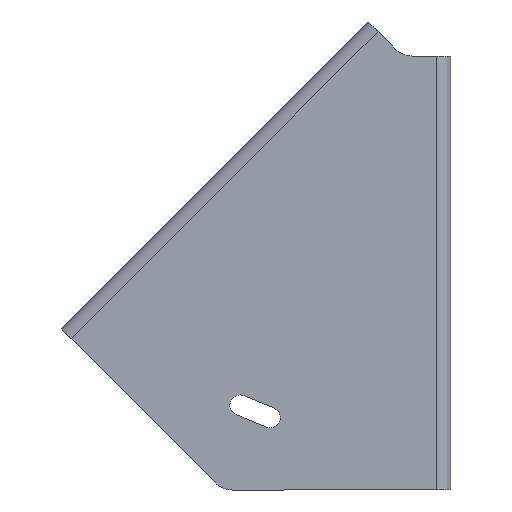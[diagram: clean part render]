
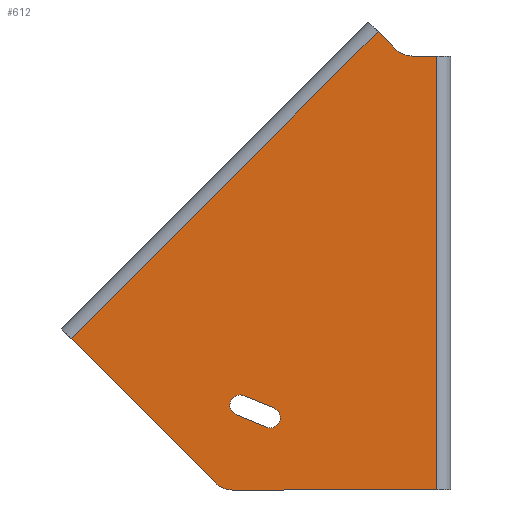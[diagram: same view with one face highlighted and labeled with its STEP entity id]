
A CAD part, left-side view. The second image highlights one B-rep face of the part: STEP entity #612.
In plain terms, the highlighted planar face has unit normal (-1, 0, 0).
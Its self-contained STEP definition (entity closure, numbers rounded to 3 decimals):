
#25 = VERTEX_POINT ( 'NONE', #876 ) ;
#57 = VERTEX_POINT ( 'NONE', #1252 ) ;
#59 = EDGE_CURVE ( 'NONE', #283, #249, #1167, .T. ) ;
#62 = CIRCLE ( 'NONE', #117, 10. ) ;
#63 = CARTESIAN_POINT ( 'NONE',  ( 0., 87.301, -140.59 ) ) ;
#64 = CARTESIAN_POINT ( 'NONE',  ( 0., 5.737, -180. ) ) ;
#78 = CARTESIAN_POINT ( 'NONE',  ( 0., 97.487, -177.071 ) ) ;
#97 = LINE ( 'NONE', #1642, #677 ) ;
#109 = VECTOR ( 'NONE', #721, 1000. ) ;
#117 = AXIS2_PLACEMENT_3D ( 'NONE', #635, #385, #1420 ) ;
#124 = EDGE_CURVE ( 'NONE', #1070, #1025, #1426, .T. ) ;
#191 = ORIENTED_EDGE ( 'NONE', *, *, #830, .F. ) ;
#195 = AXIS2_PLACEMENT_3D ( 'NONE', #1215, #1584, #1056 ) ;
#197 = LINE ( 'NONE', #1196, #626 ) ;
#210 = ORIENTED_EDGE ( 'NONE', *, *, #1254, .F. ) ;
#246 = LINE ( 'NONE', #1121, #1648 ) ;
#249 = VERTEX_POINT ( 'NONE', #773 ) ;
#259 = ORIENTED_EDGE ( 'NONE', *, *, #1547, .F. ) ;
#266 = EDGE_CURVE ( 'NONE', #25, #494, #288, .T. ) ;
#283 = VERTEX_POINT ( 'NONE', #926 ) ;
#288 = CIRCLE ( 'NONE', #722, 4.25 ) ;
#305 = DIRECTION ( 'NONE',  ( 1., 0., 0. ) ) ;
#343 = CARTESIAN_POINT ( 'NONE',  ( 0., 30.086, 10.086 ) ) ;
#346 = CARTESIAN_POINT ( 'NONE',  ( 0., 15.858, 10. ) ) ;
#369 = CIRCLE ( 'NONE', #1527, 4.25 ) ;
#385 = DIRECTION ( 'NONE',  ( 1., 0., 0. ) ) ;
#387 = VERTEX_POINT ( 'NONE', #426 ) ;
#406 = CARTESIAN_POINT ( 'NONE',  ( 0., 87.301, -144.84 ) ) ;
#424 = FACE_OUTER_BOUND ( 'NONE', #960, .T. ) ;
#426 = CARTESIAN_POINT ( 'NONE',  ( 0., 73.202, -146.08 ) ) ;
#427 = DIRECTION ( 'NONE',  ( 0., 0.924, 0.383 ) ) ;
#428 = VERTEX_POINT ( 'NONE', #343 ) ;
#433 = EDGE_CURVE ( 'NONE', #428, #1495, #716, .T. ) ;
#434 = VECTOR ( 'NONE', #834, 1000. ) ;
#448 = LINE ( 'NONE', #1617, #434 ) ;
#450 = DIRECTION ( 'NONE',  ( 0., 0., -1. ) ) ;
#451 = CARTESIAN_POINT ( 'NONE',  ( 0., 5.737, 0. ) ) ;
#492 = CARTESIAN_POINT ( 'NONE',  ( 0., 85.675, -140.914 ) ) ;
#494 = VERTEX_POINT ( 'NONE', #63 ) ;
#502 = EDGE_CURVE ( 'NONE', #494, #878, #369, .T. ) ;
#504 = ORIENTED_EDGE ( 'NONE', *, *, #1417, .F. ) ;
#540 = ORIENTED_EDGE ( 'NONE', *, *, #266, .T. ) ;
#571 = DIRECTION ( 'NONE',  ( 0., 0., -1. ) ) ;
#590 = EDGE_CURVE ( 'NONE', #387, #57, #1406, .T. ) ;
#612 = ADVANCED_FACE ( 'NONE', ( #1192, #424 ), #939, .F. ) ;
#626 = VECTOR ( 'NONE', #427, 1000. ) ;
#635 = CARTESIAN_POINT ( 'NONE',  ( 0., 90.416, -170. ) ) ;
#657 = VECTOR ( 'NONE', #852, 1000. ) ;
#664 = EDGE_CURVE ( 'NONE', #878, #387, #1486, .T. ) ;
#677 = VECTOR ( 'NONE', #740, 1000. ) ;
#687 = ORIENTED_EDGE ( 'NONE', *, *, #502, .T. ) ;
#716 = LINE ( 'NONE', #973, #657 ) ;
#721 = DIRECTION ( 'NONE',  ( 0., 0.707, 0.707 ) ) ;
#722 = AXIS2_PLACEMENT_3D ( 'NONE', #406, #305, #571 ) ;
#730 = LINE ( 'NONE', #1107, #109 ) ;
#738 = ORIENTED_EDGE ( 'NONE', *, *, #664, .T. ) ;
#740 = DIRECTION ( 'NONE',  ( 0., 1., 0. ) ) ;
#772 = DIRECTION ( 'NONE',  ( 0., -0.707, -0.707 ) ) ;
#773 = CARTESIAN_POINT ( 'NONE',  ( 0., 15.858, 0. ) ) ;
#830 = EDGE_CURVE ( 'NONE', #1220, #1382, #62, .T. ) ;
#834 = DIRECTION ( 'NONE',  ( 0., -1., 0. ) ) ;
#852 = DIRECTION ( 'NONE',  ( 0., 0.707, -0.707 ) ) ;
#869 = CARTESIAN_POINT ( 'NONE',  ( 0., 87.301, -144.84 ) ) ;
#876 = CARTESIAN_POINT ( 'NONE',  ( 0., 88.927, -148.767 ) ) ;
#878 = VERTEX_POINT ( 'NONE', #1010 ) ;
#881 = ORIENTED_EDGE ( 'NONE', *, *, #590, .T. ) ;
#883 = DIRECTION ( 'NONE',  ( 0., 0., 1. ) ) ;
#897 = EDGE_LOOP ( 'NONE', ( #540, #687, #738, #881, #1669 ) ) ;
#926 = CARTESIAN_POINT ( 'NONE',  ( 0., 22.929, 2.929 ) ) ;
#939 = PLANE ( 'NONE',  #1297 ) ;
#952 = AXIS2_PLACEMENT_3D ( 'NONE', #346, #1259, #1104 ) ;
#960 = EDGE_LOOP ( 'NONE', ( #1466, #504, #1133, #210, #1606, #1279, #191, #259 ) ) ;
#973 = CARTESIAN_POINT ( 'NONE',  ( 0., 30.086, 10.086 ) ) ;
#1010 = CARTESIAN_POINT ( 'NONE',  ( 0., 85.675, -140.914 ) ) ;
#1025 = VERTEX_POINT ( 'NONE', #451 ) ;
#1056 = DIRECTION ( 'NONE',  ( 0., 0., -1. ) ) ;
#1070 = VERTEX_POINT ( 'NONE', #64 ) ;
#1074 = EDGE_CURVE ( 'NONE', #57, #25, #197, .T. ) ;
#1104 = DIRECTION ( 'NONE',  ( 0., 0., -1. ) ) ;
#1107 = CARTESIAN_POINT ( 'NONE',  ( 0., 97.487, -177.071 ) ) ;
#1121 = CARTESIAN_POINT ( 'NONE',  ( 0., 22.929, 2.929 ) ) ;
#1133 = ORIENTED_EDGE ( 'NONE', *, *, #59, .F. ) ;
#1167 = CIRCLE ( 'NONE', #952, 10. ) ;
#1192 = FACE_BOUND ( 'NONE', #897, .T. ) ;
#1196 = CARTESIAN_POINT ( 'NONE',  ( 0., 88.927, -148.767 ) ) ;
#1215 = CARTESIAN_POINT ( 'NONE',  ( 0., 74.829, -150.007 ) ) ;
#1220 = VERTEX_POINT ( 'NONE', #1407 ) ;
#1252 = CARTESIAN_POINT ( 'NONE',  ( 0., 76.455, -153.933 ) ) ;
#1254 = EDGE_CURVE ( 'NONE', #428, #283, #246, .T. ) ;
#1259 = DIRECTION ( 'NONE',  ( -1., 0., 0. ) ) ;
#1279 = ORIENTED_EDGE ( 'NONE', *, *, #1480, .F. ) ;
#1297 = AXIS2_PLACEMENT_3D ( 'NONE', #1493, #1384, #1501 ) ;
#1382 = VERTEX_POINT ( 'NONE', #78 ) ;
#1384 = DIRECTION ( 'NONE',  ( 1., 0., 0. ) ) ;
#1406 = CIRCLE ( 'NONE', #195, 4.25 ) ;
#1407 = CARTESIAN_POINT ( 'NONE',  ( 0., 90.416, -180. ) ) ;
#1417 = EDGE_CURVE ( 'NONE', #249, #1025, #448, .T. ) ;
#1420 = DIRECTION ( 'NONE',  ( 0., 0., -1. ) ) ;
#1426 = LINE ( 'NONE', #1660, #1522 ) ;
#1466 = ORIENTED_EDGE ( 'NONE', *, *, #124, .T. ) ;
#1476 = CARTESIAN_POINT ( 'NONE',  ( 0., 157.365, -117.193 ) ) ;
#1480 = EDGE_CURVE ( 'NONE', #1382, #1495, #730, .T. ) ;
#1486 = LINE ( 'NONE', #492, #1630 ) ;
#1493 = CARTESIAN_POINT ( 'NONE',  ( 0., 15.858, 10. ) ) ;
#1495 = VERTEX_POINT ( 'NONE', #1476 ) ;
#1501 = DIRECTION ( 'NONE',  ( 0., 0., -1. ) ) ;
#1521 = DIRECTION ( 'NONE',  ( 0., -0.924, -0.383 ) ) ;
#1522 = VECTOR ( 'NONE', #883, 1000. ) ;
#1527 = AXIS2_PLACEMENT_3D ( 'NONE', #869, #1610, #450 ) ;
#1547 = EDGE_CURVE ( 'NONE', #1070, #1220, #97, .T. ) ;
#1584 = DIRECTION ( 'NONE',  ( 1., 0., 0. ) ) ;
#1606 = ORIENTED_EDGE ( 'NONE', *, *, #433, .T. ) ;
#1610 = DIRECTION ( 'NONE',  ( 1., 0., 0. ) ) ;
#1617 = CARTESIAN_POINT ( 'NONE',  ( 0., 0., 0. ) ) ;
#1630 = VECTOR ( 'NONE', #1521, 1000. ) ;
#1642 = CARTESIAN_POINT ( 'NONE',  ( 0., 0., -180. ) ) ;
#1648 = VECTOR ( 'NONE', #772, 1000. ) ;
#1660 = CARTESIAN_POINT ( 'NONE',  ( 0., 5.737, -180. ) ) ;
#1669 = ORIENTED_EDGE ( 'NONE', *, *, #1074, .T. ) ;
